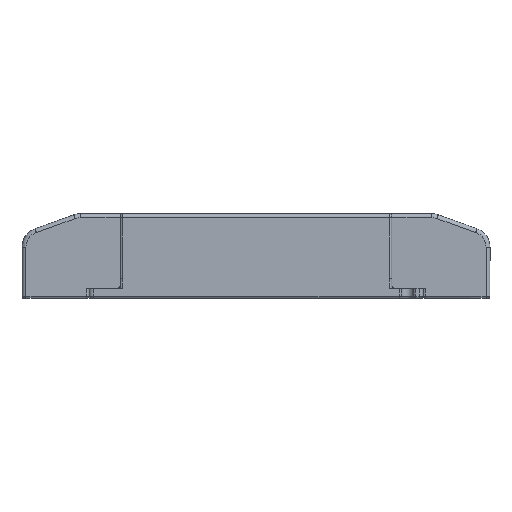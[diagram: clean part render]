
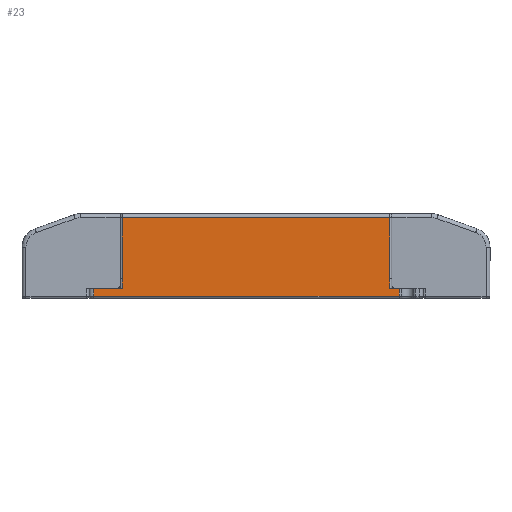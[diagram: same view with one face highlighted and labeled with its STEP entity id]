
A CAD part, front view. The second image highlights one B-rep face of the part: STEP entity #23.
In plain terms, the highlighted planar face has unit normal (0, -1, 0).
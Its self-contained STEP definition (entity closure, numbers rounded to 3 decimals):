
#23=ADVANCED_FACE('',(#1145),#18259,.T.);
#1145=FACE_OUTER_BOUND('',#2267,.T.);
#2267=EDGE_LOOP('',(#3399,#3400,#3401,#3402,#3403,#3404,#3405,#3406,#3407,
#3408));
#3399=ORIENTED_EDGE('',*,*,#9597,.T.);
#3400=ORIENTED_EDGE('',*,*,#9598,.T.);
#3401=ORIENTED_EDGE('',*,*,#9599,.T.);
#3402=ORIENTED_EDGE('',*,*,#9600,.T.);
#3403=ORIENTED_EDGE('',*,*,#9601,.T.);
#3404=ORIENTED_EDGE('',*,*,#9602,.T.);
#3405=ORIENTED_EDGE('',*,*,#9603,.T.);
#3406=ORIENTED_EDGE('',*,*,#9604,.T.);
#3407=ORIENTED_EDGE('',*,*,#9605,.T.);
#3408=ORIENTED_EDGE('',*,*,#9606,.T.);
#9597=EDGE_CURVE('',#15795,#15796,#13552,.T.);
#9598=EDGE_CURVE('',#15796,#15797,#13553,.T.);
#9599=EDGE_CURVE('',#15797,#15798,#13554,.T.);
#9600=EDGE_CURVE('',#15798,#15799,#13555,.T.);
#9601=EDGE_CURVE('',#15799,#15800,#13556,.T.);
#9602=EDGE_CURVE('',#15800,#15801,#13557,.T.);
#9603=EDGE_CURVE('',#15801,#15802,#13558,.T.);
#9604=EDGE_CURVE('',#15802,#15803,#13559,.T.);
#9605=EDGE_CURVE('',#15803,#15804,#13560,.T.);
#9606=EDGE_CURVE('',#15804,#15795,#13561,.T.);
#13552=B_SPLINE_CURVE_WITH_KNOTS('',1,(#27219,#27220),.UNSPECIFIED.,.F.,
 .F.,(2,2),(0.,68.),.UNSPECIFIED.);
#13553=B_SPLINE_CURVE_WITH_KNOTS('',1,(#27221,#27222),.UNSPECIFIED.,.F.,
 .F.,(2,2),(-18.,-2.5),.UNSPECIFIED.);
#13554=B_SPLINE_CURVE_WITH_KNOTS('',1,(#27223,#27224),.UNSPECIFIED.,.F.,
 .F.,(2,2),(-2.5,0.),.UNSPECIFIED.);
#13555=B_SPLINE_CURVE_WITH_KNOTS('',1,(#27225,#27226),.UNSPECIFIED.,.F.,
 .F.,(2,2),(0.,7.3),.UNSPECIFIED.);
#13556=B_SPLINE_CURVE_WITH_KNOTS('',1,(#27227,#27228),.UNSPECIFIED.,.F.,
 .F.,(2,2),(7.3,9.3),.UNSPECIFIED.);
#13557=B_SPLINE_CURVE_WITH_KNOTS('',1,(#27229,#27230),.UNSPECIFIED.,.F.,
 .F.,(2,2),(9.3,87.),.UNSPECIFIED.);
#13558=B_SPLINE_CURVE_WITH_KNOTS('',1,(#27231,#27232),.UNSPECIFIED.,.F.,
 .F.,(2,2),(87.,89.),.UNSPECIFIED.);
#13559=B_SPLINE_CURVE_WITH_KNOTS('',1,(#27233,#27234),.UNSPECIFIED.,.F.,
 .F.,(2,2),(89.,91.4),.UNSPECIFIED.);
#13560=B_SPLINE_CURVE_WITH_KNOTS('',1,(#27235,#27236),.UNSPECIFIED.,.F.,
 .F.,(2,2),(91.4,93.9),.UNSPECIFIED.);
#13561=B_SPLINE_CURVE_WITH_KNOTS('',1,(#27237,#27238),.UNSPECIFIED.,.F.,
 .F.,(2,2),(-15.5,0.),.UNSPECIFIED.);
#15795=VERTEX_POINT('',#26605);
#15796=VERTEX_POINT('',#26606);
#15797=VERTEX_POINT('',#26607);
#15798=VERTEX_POINT('',#26608);
#15799=VERTEX_POINT('',#26609);
#15800=VERTEX_POINT('',#26610);
#15801=VERTEX_POINT('',#26611);
#15802=VERTEX_POINT('',#26612);
#15803=VERTEX_POINT('',#26613);
#15804=VERTEX_POINT('',#26614);
#18259=PLANE('',#18900);
#18900=AXIS2_PLACEMENT_3D('',#20148,#19524,$);
#19524=DIRECTION('',(0.,-1.,0.));
#20148=CARTESIAN_POINT('',(-48.077,-9.25,0.45));
#26605=CARTESIAN_POINT('',(28.,-9.25,20.65));
#26606=CARTESIAN_POINT('',(-40.,-9.25,20.65));
#26607=CARTESIAN_POINT('',(-40.,-9.25,5.15));
#26608=CARTESIAN_POINT('',(-40.,-9.25,2.65));
#26609=CARTESIAN_POINT('',(-47.3,-9.25,2.65));
#26610=CARTESIAN_POINT('',(-47.3,-9.25,0.65));
#26611=CARTESIAN_POINT('',(30.4,-9.25,0.65));
#26612=CARTESIAN_POINT('',(30.4,-9.25,2.65));
#26613=CARTESIAN_POINT('',(28.,-9.25,2.65));
#26614=CARTESIAN_POINT('',(28.,-9.25,5.15));
#27219=CARTESIAN_POINT('',(28.,-9.25,20.65));
#27220=CARTESIAN_POINT('',(-40.,-9.25,20.65));
#27221=CARTESIAN_POINT('',(-40.,-9.25,20.65));
#27222=CARTESIAN_POINT('',(-40.,-9.25,5.15));
#27223=CARTESIAN_POINT('',(-40.,-9.25,5.15));
#27224=CARTESIAN_POINT('',(-40.,-9.25,2.65));
#27225=CARTESIAN_POINT('',(-40.,-9.25,2.65));
#27226=CARTESIAN_POINT('',(-47.3,-9.25,2.65));
#27227=CARTESIAN_POINT('',(-47.3,-9.25,2.65));
#27228=CARTESIAN_POINT('',(-47.3,-9.25,0.65));
#27229=CARTESIAN_POINT('',(-47.3,-9.25,0.65));
#27230=CARTESIAN_POINT('',(30.4,-9.25,0.65));
#27231=CARTESIAN_POINT('',(30.4,-9.25,0.65));
#27232=CARTESIAN_POINT('',(30.4,-9.25,2.65));
#27233=CARTESIAN_POINT('',(30.4,-9.25,2.65));
#27234=CARTESIAN_POINT('',(28.,-9.25,2.65));
#27235=CARTESIAN_POINT('',(28.,-9.25,2.65));
#27236=CARTESIAN_POINT('',(28.,-9.25,5.15));
#27237=CARTESIAN_POINT('',(28.,-9.25,5.15));
#27238=CARTESIAN_POINT('',(28.,-9.25,20.65));
